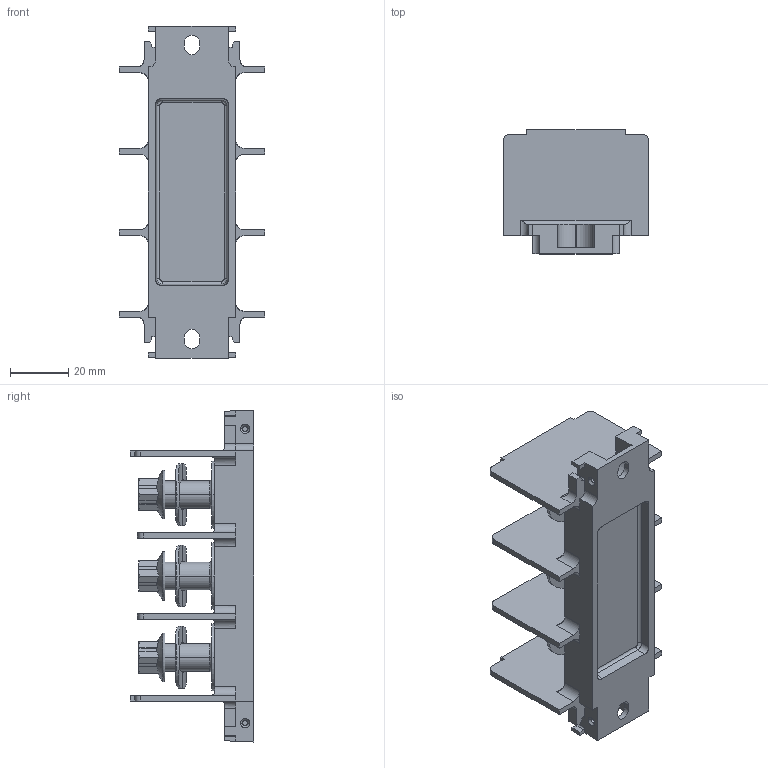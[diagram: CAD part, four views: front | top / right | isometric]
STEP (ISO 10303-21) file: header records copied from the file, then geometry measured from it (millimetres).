
FILE_DESCRIPTION((''),'2;1');
FILE_NAME('32408034002','2020-07-02T',('presta_be4'),(''),'CREO PARAMETRIC BY PTC INC, 2018360','CREO PARAMETRIC BY PTC INC, 2018360','');
FILE_SCHEMA(('CONFIG_CONTROL_DESIGN'));
Length unit declared in the file: millimetre
Products named in the file (1): 32408034002
Bounding box: 50 x 42.5 x 114.2 mm (x, y, z)
Volume: 54913.8 mm3; surface area: 29757.4 mm2
Topology: 4 solids, 4 shells, 389 faces, 1070 edges, 695 vertices
Faces by surface type: plane 189, cylinder 136, cone 48, torus 12, bspline 4
Entity records: 13902 total; most frequent: CARTESIAN_POINT 4180, ORIENTED_EDGE 2120, DIRECTION 1886, EDGE_CURVE 1060, VERTEX_POINT 695, AXIS2_PLACEMENT_3D 641, VECTOR 604, LINE 604
